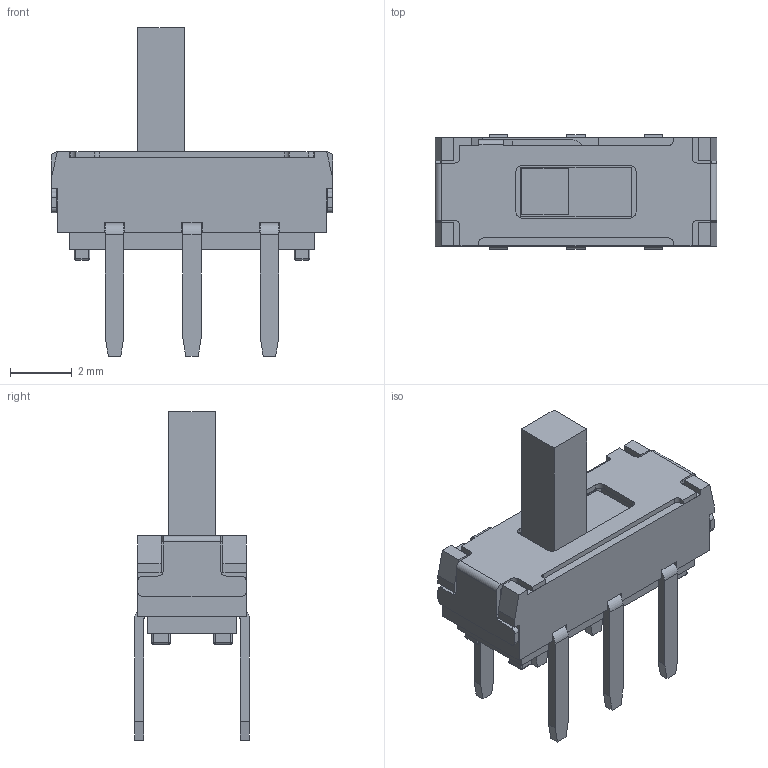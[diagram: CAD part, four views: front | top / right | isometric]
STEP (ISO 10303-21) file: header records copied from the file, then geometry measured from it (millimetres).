
FILE_DESCRIPTION((''),'2;1');
FILE_NAME('220','2021-09-17T23:04:27',('Administrator'),(''),'CREO PARAMETRIC BY PTC INC, 2016510','CREO PARAMETRIC BY PTC INC, 2016510','');
FILE_SCHEMA(('CONFIG_CONTROL_DESIGN','GEOMETRIC_VALIDATION_PROPERTIES_MIM'));
Length unit declared in the file: millimetre
Products named in the file (1): 220
Bounding box: 9.1 x 3.7 x 10.6 mm (x, y, z)
Volume: 102 mm3; surface area: 301.7 mm2
Topology: 1 solids, 1 shells, 429 faces, 1144 edges, 746 vertices
Faces by surface type: plane 341, cylinder 72, sphere 16
Entity records: 16260 total; most frequent: CARTESIAN_POINT 2321, ORIENTED_EDGE 2288, DIRECTION 2146, EDGE_CURVE 1144, VECTOR 1000, LINE 1000, VERTEX_POINT 746, AXIS2_PLACEMENT_3D 573
